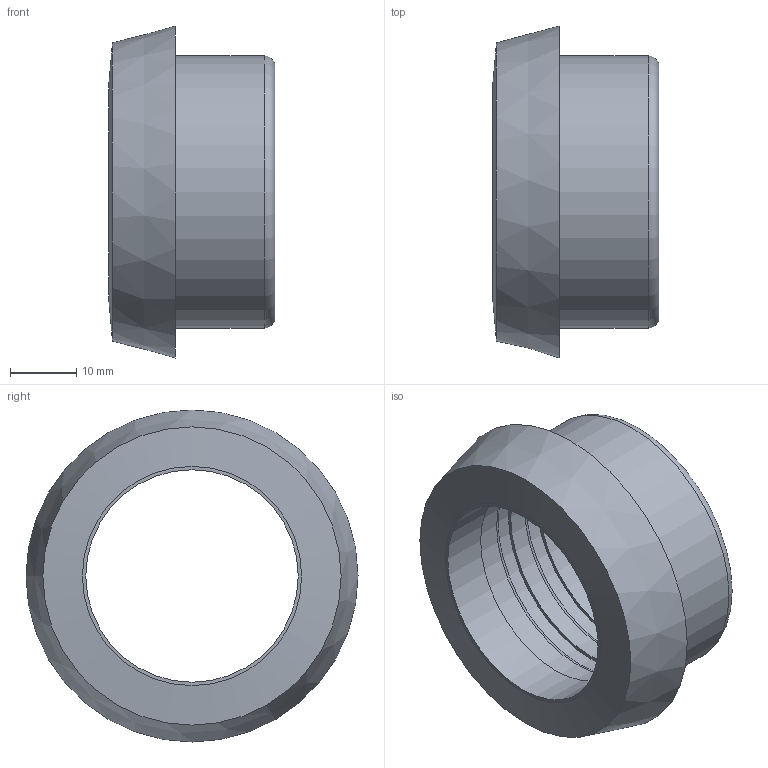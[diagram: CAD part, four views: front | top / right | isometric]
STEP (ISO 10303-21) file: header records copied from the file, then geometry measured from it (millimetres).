
FILE_DESCRIPTION((''),'2;1');
FILE_NAME('10600032X.stp','2010-08-03T16:39:33',('thilbrands'),(''),'Autodesk Inventor 2008','Autodesk Inventor 2008','');
FILE_SCHEMA(('AUTOMOTIVE_DESIGN { 1 0 10303 214 1 1 1 1 }'));
Length unit declared in the file: millimetre
Products named in the file (1): 106000101
Bounding box: 25 x 50 x 50 mm (x, y, z)
Volume: 14696.8 mm3; surface area: 8042.5 mm2
Topology: 1 solids, 1 shells, 18 faces, 30 edges, 18 vertices
Faces by surface type: cylinder 7, plane 6, cone 4, torus 1
Full cylindrical faces by diameter (mm): 32 x1, 34.2 x3, 35.2 x2, 41 x1
Entity records: 394 total; most frequent: DIRECTION 74, CARTESIAN_POINT 55, AXIS2_PLACEMENT_3D 37, ORIENTED_EDGE 36, EDGE_LOOP 36, VERTEX_POINT 18, CIRCLE 18, EDGE_CURVE 18
